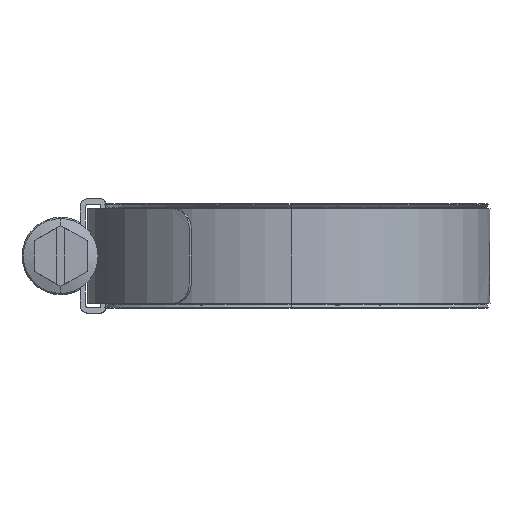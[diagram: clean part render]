
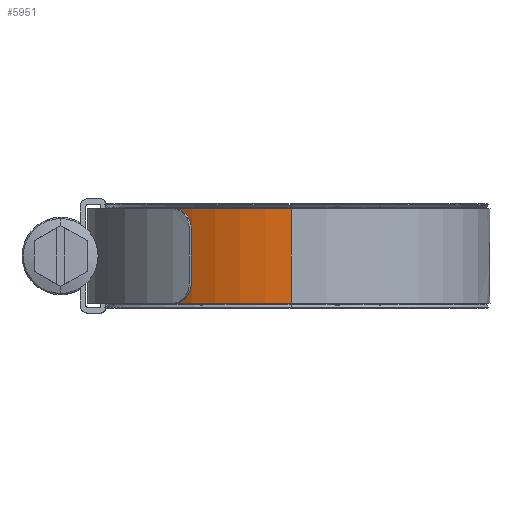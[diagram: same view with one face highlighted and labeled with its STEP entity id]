
A CAD part, left-side view. The second image highlights one B-rep face of the part: STEP entity #5951.
In plain terms, the highlighted cylindrical face has radius 30.1 mm (diameter 60.2 mm), a partial arc.
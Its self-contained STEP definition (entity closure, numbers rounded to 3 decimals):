
#204 = ORIENTED_EDGE ( 'NONE', *, *, #9490, .T. ) ;
#508 = AXIS2_PLACEMENT_3D ( 'NONE', #2132, #1071, #13706 ) ;
#547 = VECTOR ( 'NONE', #11603, 1000. ) ;
#1019 = DIRECTION ( 'NONE',  ( 1., 0., 0. ) ) ;
#1071 = DIRECTION ( 'NONE',  ( 0., 0., 1. ) ) ;
#2114 = VECTOR ( 'NONE', #5051, 1000. ) ;
#2132 = CARTESIAN_POINT ( 'NONE',  ( 0., 0., -7.135 ) ) ;
#3006 = ORIENTED_EDGE ( 'NONE', *, *, #6738, .T. ) ;
#4499 = EDGE_LOOP ( 'NONE', ( #9670, #8831, #204, #3006 ) ) ;
#4979 = LINE ( 'NONE', #8264, #2114 ) ;
#5051 = DIRECTION ( 'NONE',  ( 0., 0., -1. ) ) ;
#5131 = DIRECTION ( 'NONE',  ( 0., 0., 1. ) ) ;
#5166 = CARTESIAN_POINT ( 'NONE',  ( 0., 30.1, 7.135 ) ) ;
#5301 = DIRECTION ( 'NONE',  ( 0., 0., -1. ) ) ;
#5951 = ADVANCED_FACE ( 'NONE', ( #13672 ), #13528, .T. ) ;
#6347 = VERTEX_POINT ( 'NONE', #9774 ) ;
#6738 = EDGE_CURVE ( 'NONE', #9342, #6831, #12985, .T. ) ;
#6831 = VERTEX_POINT ( 'NONE', #8547 ) ;
#7373 = VERTEX_POINT ( 'NONE', #5166 ) ;
#7703 = CIRCLE ( 'NONE', #11488, 30.1 ) ;
#8264 = CARTESIAN_POINT ( 'NONE',  ( -30.1, 0., 7.135 ) ) ;
#8547 = CARTESIAN_POINT ( 'NONE',  ( -30.1, 0., -7.135 ) ) ;
#8831 = ORIENTED_EDGE ( 'NONE', *, *, #10196, .F. ) ;
#9342 = VERTEX_POINT ( 'NONE', #13025 ) ;
#9381 = CARTESIAN_POINT ( 'NONE',  ( 0., 30.1, 7.135 ) ) ;
#9490 = EDGE_CURVE ( 'NONE', #7373, #9342, #13770, .T. ) ;
#9670 = ORIENTED_EDGE ( 'NONE', *, *, #10590, .F. ) ;
#9774 = CARTESIAN_POINT ( 'NONE',  ( -30.1, 0., 7.135 ) ) ;
#10196 = EDGE_CURVE ( 'NONE', #7373, #6347, #7703, .T. ) ;
#10317 = AXIS2_PLACEMENT_3D ( 'NONE', #10327, #5301, #12497 ) ;
#10327 = CARTESIAN_POINT ( 'NONE',  ( 0., 0., 7.135 ) ) ;
#10590 = EDGE_CURVE ( 'NONE', #6347, #6831, #4979, .T. ) ;
#11488 = AXIS2_PLACEMENT_3D ( 'NONE', #13643, #5131, #1019 ) ;
#11603 = DIRECTION ( 'NONE',  ( 0., 0., -1. ) ) ;
#12497 = DIRECTION ( 'NONE',  ( -1., 0., 0. ) ) ;
#12985 = CIRCLE ( 'NONE', #508, 30.1 ) ;
#13025 = CARTESIAN_POINT ( 'NONE',  ( 0., 30.1, -7.135 ) ) ;
#13528 = CYLINDRICAL_SURFACE ( 'NONE', #10317, 30.1 ) ;
#13643 = CARTESIAN_POINT ( 'NONE',  ( 0., 0., 7.135 ) ) ;
#13672 = FACE_OUTER_BOUND ( 'NONE', #4499, .T. ) ;
#13706 = DIRECTION ( 'NONE',  ( 1., 0., 0. ) ) ;
#13770 = LINE ( 'NONE', #9381, #547 ) ;
